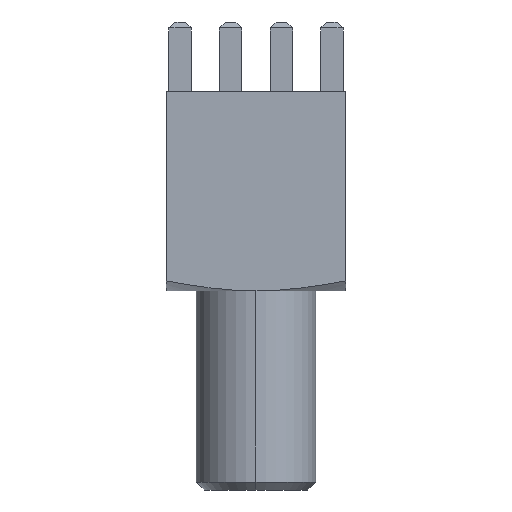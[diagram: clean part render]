
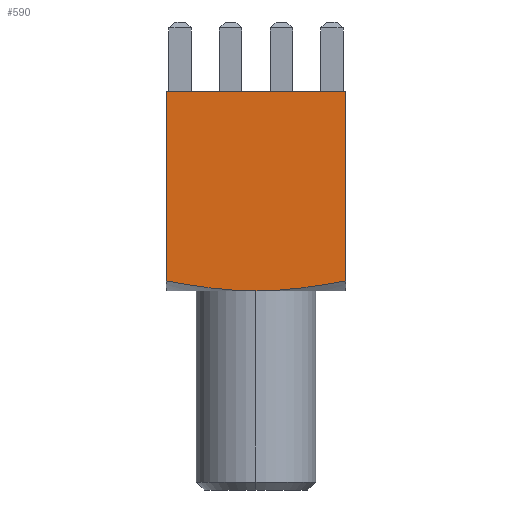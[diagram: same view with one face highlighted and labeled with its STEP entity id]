
A CAD part, left-side view. The second image highlights one B-rep face of the part: STEP entity #590.
In plain terms, the highlighted planar face has unit normal (-1, 0, 0).
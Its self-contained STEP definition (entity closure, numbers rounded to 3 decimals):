
#211 = EDGE_LOOP ( 'NONE', ( #3210, #3211, #3212, #3213, #3214 ) ) ;
#343 = VECTOR ( 'NONE', #2905, 1000. ) ;
#590 = ADVANCED_FACE ( 'NONE', ( #1571 ), #1575, .F. ) ;
#820 = CARTESIAN_POINT ( 'NONE',  ( -4.5, -4.5, 0.499 ) ) ;
#821 = CARTESIAN_POINT ( 'NONE',  ( -4.5, 4.5, 0.499 ) ) ;
#824 = CARTESIAN_POINT ( 'NONE',  ( -4.5, 0., 0. ) ) ;
#840 = CARTESIAN_POINT ( 'NONE',  ( -4.5, 4.5, 10. ) ) ;
#850 = CARTESIAN_POINT ( 'NONE',  ( -4.5, -4.5, 10. ) ) ;
#904 = EDGE_CURVE ( 'NONE', #3765, #3740, #2895, .T. ) ;
#1012 = LINE ( 'NONE', #1015, #2513 ) ;
#1015 = CARTESIAN_POINT ( 'NONE',  ( -4.5, -4.5, 10. ) ) ;
#1017 = DIRECTION ( 'NONE',  ( 0., -1., 0. ) ) ;
#1128 = AXIS2_PLACEMENT_3D ( 'NONE', #1574, #1577, #1578 ) ;
#1571 = FACE_OUTER_BOUND ( 'NONE', #211, .T. ) ;
#1574 = CARTESIAN_POINT ( 'NONE',  ( -4.5, -4.5, 10. ) ) ;
#1575 = PLANE ( 'NONE',  #1128 ) ;
#1577 = DIRECTION ( 'NONE',  ( 1., 0., 0. ) ) ;
#1578 = DIRECTION ( 'NONE',  ( 0., 0., -1. ) ) ;
#2221 = LINE ( 'NONE', #2282, #2482 ) ;
#2282 = CARTESIAN_POINT ( 'NONE',  ( -4.5, 4.5, 10. ) ) ;
#2286 = CARTESIAN_POINT ( 'NONE',  ( -4.5, 3.757, 0.359 ) ) ;
#2287 = CARTESIAN_POINT ( 'NONE',  ( -4.5, 0., 0. ) ) ;
#2291 = CARTESIAN_POINT ( 'NONE',  ( -4.5, 4.5, 0.499 ) ) ;
#2292 = DIRECTION ( 'NONE',  ( 0., 0., -1. ) ) ;
#2293 = CARTESIAN_POINT ( 'NONE',  ( -4.5, -0.753, 0. ) ) ;
#2295 = CARTESIAN_POINT ( 'NONE',  ( -4.5, 3.01, 0.234 ) ) ;
#2296 = CARTESIAN_POINT ( 'NONE',  ( -4.5, 1.503, 0.053 ) ) ;
#2297 = CARTESIAN_POINT ( 'NONE',  ( -4.5, 0.751, 0. ) ) ;
#2298 = CARTESIAN_POINT ( 'NONE',  ( -4.5, 0., 0. ) ) ;
#2300 = CARTESIAN_POINT ( 'NONE',  ( -4.5, -1.504, 0.053 ) ) ;
#2301 = CARTESIAN_POINT ( 'NONE',  ( -4.5, -3.004, 0.233 ) ) ;
#2302 = CARTESIAN_POINT ( 'NONE',  ( -4.5, -3.755, 0.358 ) ) ;
#2303 = CARTESIAN_POINT ( 'NONE',  ( -4.5, -4.5, 0.499 ) ) ;
#2482 = VECTOR ( 'NONE', #2292, 1000. ) ;
#2513 = VECTOR ( 'NONE', #1017, 1000. ) ;
#2895 = LINE ( 'NONE', #2904, #343 ) ;
#2904 = CARTESIAN_POINT ( 'NONE',  ( -4.5, -4.5, 10. ) ) ;
#2905 = DIRECTION ( 'NONE',  ( 0., 0., -1. ) ) ;
#2985 = EDGE_CURVE ( 'NONE', #3759, #3741, #2221, .T. ) ;
#2986 = EDGE_CURVE ( 'NONE', #3741, #3744, #3881, .T. ) ;
#2987 = EDGE_CURVE ( 'NONE', #3744, #3740, #3886, .T. ) ;
#3210 = ORIENTED_EDGE ( 'NONE', *, *, #2985, .T. ) ;
#3211 = ORIENTED_EDGE ( 'NONE', *, *, #2986, .T. ) ;
#3212 = ORIENTED_EDGE ( 'NONE', *, *, #2987, .T. ) ;
#3213 = ORIENTED_EDGE ( 'NONE', *, *, #904, .F. ) ;
#3214 = ORIENTED_EDGE ( 'NONE', *, *, #4063, .F. ) ;
#3740 = VERTEX_POINT ( 'NONE', #820 ) ;
#3741 = VERTEX_POINT ( 'NONE', #821 ) ;
#3744 = VERTEX_POINT ( 'NONE', #824 ) ;
#3759 = VERTEX_POINT ( 'NONE', #840 ) ;
#3765 = VERTEX_POINT ( 'NONE', #850 ) ;
#3881 = B_SPLINE_CURVE_WITH_KNOTS ( 'NONE', 3,
 ( #2291, #2286, #2295, #2296, #2297, #2298 ),
 .UNSPECIFIED., .F., .F.,
 ( 4, 2, 4 ),
 ( 0.015, 0.017, 0.019 ),
 .UNSPECIFIED. ) ;
#3886 = B_SPLINE_CURVE_WITH_KNOTS ( 'NONE', 3,
 ( #2287, #2293, #2300, #2301, #2302, #2303 ),
 .UNSPECIFIED., .F., .F.,
 ( 4, 2, 4 ),
 ( 0.019, 0.022, 0.024 ),
 .UNSPECIFIED. ) ;
#4063 = EDGE_CURVE ( 'NONE', #3759, #3765, #1012, .T. ) ;
